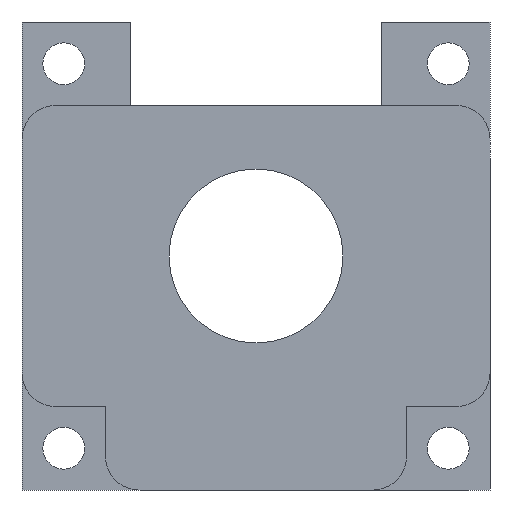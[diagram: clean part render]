
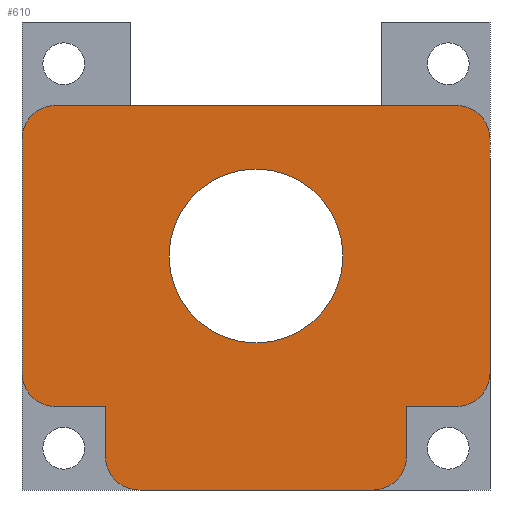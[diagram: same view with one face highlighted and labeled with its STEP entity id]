
A CAD part, front view. The second image highlights one B-rep face of the part: STEP entity #610.
In plain terms, the highlighted planar face has unit normal (0, -1, 0).
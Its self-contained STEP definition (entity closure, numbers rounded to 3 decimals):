
#28=FACE_BOUND('',#71,.T.);
#38=FACE_OUTER_BOUND('',#70,.T.);
#70=EDGE_LOOP('',(#413,#414,#415,#416,#417,#418,#419,#420,#421,#422,#423,
#424,#425,#426));
#71=EDGE_LOOP('',(#427));
#112=LINE('',#905,#176);
#113=LINE('',#907,#177);
#114=LINE('',#911,#178);
#115=LINE('',#915,#179);
#116=LINE('',#917,#180);
#117=LINE('',#921,#181);
#118=LINE('',#925,#182);
#119=LINE('',#928,#183);
#176=VECTOR('',#725,10.);
#177=VECTOR('',#726,10.);
#178=VECTOR('',#729,10.);
#179=VECTOR('',#732,10.);
#180=VECTOR('',#733,10.);
#181=VECTOR('',#736,10.);
#182=VECTOR('',#739,10.);
#183=VECTOR('',#742,10.);
#240=CIRCLE('',#663,2.);
#241=CIRCLE('',#664,2.);
#242=CIRCLE('',#665,2.);
#243=CIRCLE('',#666,2.);
#244=CIRCLE('',#667,2.);
#245=CIRCLE('',#668,2.);
#246=CIRCLE('',#669,5.2);
#265=VERTEX_POINT('',#901);
#266=VERTEX_POINT('',#902);
#267=VERTEX_POINT('',#904);
#268=VERTEX_POINT('',#906);
#269=VERTEX_POINT('',#908);
#270=VERTEX_POINT('',#910);
#271=VERTEX_POINT('',#912);
#272=VERTEX_POINT('',#914);
#273=VERTEX_POINT('',#916);
#274=VERTEX_POINT('',#918);
#275=VERTEX_POINT('',#920);
#276=VERTEX_POINT('',#922);
#277=VERTEX_POINT('',#924);
#278=VERTEX_POINT('',#926);
#279=VERTEX_POINT('',#929);
#324=EDGE_CURVE('',#265,#266,#240,.T.);
#325=EDGE_CURVE('',#267,#265,#112,.T.);
#326=EDGE_CURVE('',#268,#267,#113,.T.);
#327=EDGE_CURVE('',#269,#268,#241,.T.);
#328=EDGE_CURVE('',#270,#269,#114,.T.);
#329=EDGE_CURVE('',#271,#270,#242,.T.);
#330=EDGE_CURVE('',#272,#271,#115,.T.);
#331=EDGE_CURVE('',#273,#272,#116,.T.);
#332=EDGE_CURVE('',#274,#273,#243,.T.);
#333=EDGE_CURVE('',#275,#274,#117,.T.);
#334=EDGE_CURVE('',#276,#275,#244,.T.);
#335=EDGE_CURVE('',#277,#276,#118,.T.);
#336=EDGE_CURVE('',#278,#277,#245,.T.);
#337=EDGE_CURVE('',#266,#278,#119,.T.);
#338=EDGE_CURVE('',#279,#279,#246,.T.);
#413=ORIENTED_EDGE('',*,*,#324,.F.);
#414=ORIENTED_EDGE('',*,*,#325,.F.);
#415=ORIENTED_EDGE('',*,*,#326,.F.);
#416=ORIENTED_EDGE('',*,*,#327,.F.);
#417=ORIENTED_EDGE('',*,*,#328,.F.);
#418=ORIENTED_EDGE('',*,*,#329,.F.);
#419=ORIENTED_EDGE('',*,*,#330,.F.);
#420=ORIENTED_EDGE('',*,*,#331,.F.);
#421=ORIENTED_EDGE('',*,*,#332,.F.);
#422=ORIENTED_EDGE('',*,*,#333,.F.);
#423=ORIENTED_EDGE('',*,*,#334,.F.);
#424=ORIENTED_EDGE('',*,*,#335,.F.);
#425=ORIENTED_EDGE('',*,*,#336,.F.);
#426=ORIENTED_EDGE('',*,*,#337,.F.);
#427=ORIENTED_EDGE('',*,*,#338,.F.);
#591=PLANE('',#662);
#610=ADVANCED_FACE('',(#38,#28),#591,.T.);
#662=AXIS2_PLACEMENT_3D('',#900,#721,#722);
#663=AXIS2_PLACEMENT_3D('',#903,#723,#724);
#664=AXIS2_PLACEMENT_3D('',#909,#727,#728);
#665=AXIS2_PLACEMENT_3D('',#913,#730,#731);
#666=AXIS2_PLACEMENT_3D('',#919,#734,#735);
#667=AXIS2_PLACEMENT_3D('',#923,#737,#738);
#668=AXIS2_PLACEMENT_3D('',#927,#740,#741);
#669=AXIS2_PLACEMENT_3D('',#930,#743,#744);
#721=DIRECTION('center_axis',(0.,-1.,0.));
#722=DIRECTION('ref_axis',(0.,0.,-1.));
#723=DIRECTION('center_axis',(0.,1.,0.));
#724=DIRECTION('ref_axis',(-0.707,0.,-0.707));
#725=DIRECTION('',(-1.,0.,0.));
#726=DIRECTION('',(0.,0.,1.));
#727=DIRECTION('center_axis',(0.,1.,0.));
#728=DIRECTION('ref_axis',(-0.707,0.,-0.707));
#729=DIRECTION('',(-1.,0.,0.));
#730=DIRECTION('center_axis',(0.,1.,0.));
#731=DIRECTION('ref_axis',(0.707,0.,-0.707));
#732=DIRECTION('',(0.,0.,-1.));
#733=DIRECTION('',(-1.,0.,0.));
#734=DIRECTION('center_axis',(0.,1.,0.));
#735=DIRECTION('ref_axis',(0.707,0.,-0.707));
#736=DIRECTION('',(0.,0.,-1.));
#737=DIRECTION('center_axis',(0.,1.,0.));
#738=DIRECTION('ref_axis',(0.707,0.,0.707));
#739=DIRECTION('',(1.,0.,0.));
#740=DIRECTION('center_axis',(0.,1.,0.));
#741=DIRECTION('ref_axis',(-0.707,0.,0.707));
#742=DIRECTION('',(0.,0.,1.));
#743=DIRECTION('center_axis',(0.,-1.,0.));
#744=DIRECTION('ref_axis',(-1.,0.,0.));
#900=CARTESIAN_POINT('Origin',(0.,-48.,-1.732));
#901=CARTESIAN_POINT('',(-12.,-48.,-9.));
#902=CARTESIAN_POINT('',(-14.,-48.,-7.));
#903=CARTESIAN_POINT('Origin',(-12.,-48.,-7.));
#904=CARTESIAN_POINT('',(-9.,-48.,-9.));
#905=CARTESIAN_POINT('',(-7.,-48.,-9.));
#906=CARTESIAN_POINT('',(-9.,-48.,-12.));
#907=CARTESIAN_POINT('',(-9.,-48.,-5.366));
#908=CARTESIAN_POINT('',(-7.,-48.,-14.));
#909=CARTESIAN_POINT('Origin',(-7.,-48.,-12.));
#910=CARTESIAN_POINT('',(7.,-48.,-14.));
#911=CARTESIAN_POINT('',(-7.,-48.,-14.));
#912=CARTESIAN_POINT('',(9.,-48.,-12.));
#913=CARTESIAN_POINT('Origin',(7.,-48.,-12.));
#914=CARTESIAN_POINT('',(9.,-48.,-9.));
#915=CARTESIAN_POINT('',(9.,-48.,-7.866));
#916=CARTESIAN_POINT('',(12.,-48.,-9.));
#917=CARTESIAN_POINT('',(4.5,-48.,-9.));
#918=CARTESIAN_POINT('',(14.,-48.,-7.));
#919=CARTESIAN_POINT('Origin',(12.,-48.,-7.));
#920=CARTESIAN_POINT('',(14.,-48.,7.));
#921=CARTESIAN_POINT('',(14.,-48.,-7.866));
#922=CARTESIAN_POINT('',(12.,-48.,9.));
#923=CARTESIAN_POINT('Origin',(12.,-48.,7.));
#924=CARTESIAN_POINT('',(-12.,-48.,9.));
#925=CARTESIAN_POINT('',(4.5,-48.,9.));
#926=CARTESIAN_POINT('',(-14.,-48.,7.));
#927=CARTESIAN_POINT('Origin',(-12.,-48.,7.));
#928=CARTESIAN_POINT('',(-14.,-48.,6.134));
#929=CARTESIAN_POINT('',(5.2,-48.,0.));
#930=CARTESIAN_POINT('Origin',(0.,-48.,0.));
